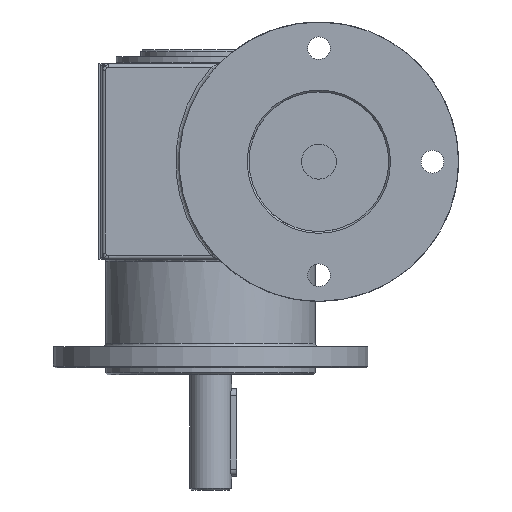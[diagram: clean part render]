
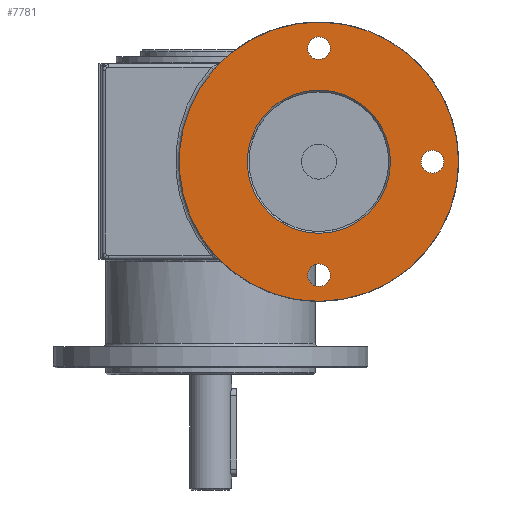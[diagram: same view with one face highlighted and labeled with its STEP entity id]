
A CAD part, left-side view. The second image highlights one B-rep face of the part: STEP entity #7781.
In plain terms, the highlighted planar face has unit normal (-1, 0, 0).
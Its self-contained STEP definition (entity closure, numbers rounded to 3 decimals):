
#6951=CARTESIAN_POINT('',(0.,30.102,-26.341));
#6952=VERTEX_POINT('',#6951);
#7020=CARTESIAN_POINT('',(0.,30.102,26.341));
#7021=VERTEX_POINT('',#7020);
#7022=CARTESIAN_POINT('',(0.,30.102,26.342));
#7023=VERTEX_POINT('',#7022);
#7024=CARTESIAN_POINT('',(0.,0.0,0.0));
#7025=DIRECTION('',(1.0,0.0,0.0));
#7026=DIRECTION('',(0.0,1.0,0.0));
#7027=AXIS2_PLACEMENT_3D('',#7024,#7025,#7026);
#7028=CIRCLE('',#7027,40.0);
#7029=EDGE_CURVE('',#7021,#7023,#7028,.T.);
#7129=CARTESIAN_POINT('',(0.,0.0,0.0));
#7130=DIRECTION('',(1.0,0.0,0.0));
#7131=DIRECTION('',(0.0,1.0,0.0));
#7132=AXIS2_PLACEMENT_3D('',#7129,#7130,#7131);
#7133=CIRCLE('',#7132,40.0);
#7134=EDGE_CURVE('',#6952,#7021,#7133,.T.);
#7697=CARTESIAN_POINT('',(0.,20.5,0.));
#7698=VERTEX_POINT('',#7697);
#7699=CARTESIAN_POINT('',(0.,0.0,0.0));
#7700=DIRECTION('',(-1.0,0.0,0.0));
#7701=DIRECTION('',(0.0,-1.0,0.0));
#7702=AXIS2_PLACEMENT_3D('',#7699,#7700,#7701);
#7703=CIRCLE('',#7702,20.5);
#7704=EDGE_CURVE('',#7698,#7698,#7703,.T.);
#7729=CARTESIAN_POINT('',(0.,30.0,0.0));
#7730=DIRECTION('',(-1.0,0.0,0.0));
#7731=DIRECTION('',(0.0,0.0,1.0));
#7732=AXIS2_PLACEMENT_3D('',#7729,#7730,#7731);
#7733=PLANE('',#7732);
#7734=ORIENTED_EDGE('',*,*,#7134,.F.);
#7735=CARTESIAN_POINT('',(0.,0.0,0.0));
#7736=DIRECTION('',(1.0,0.0,0.0));
#7737=DIRECTION('',(0.0,1.0,0.0));
#7738=AXIS2_PLACEMENT_3D('',#7735,#7736,#7737);
#7739=CIRCLE('',#7738,40.0);
#7740=EDGE_CURVE('',#7023,#6952,#7739,.T.);
#7741=ORIENTED_EDGE('',*,*,#7740,.F.);
#7742=ORIENTED_EDGE('',*,*,#7029,.F.);
#7743=EDGE_LOOP('',(#7734,#7741,#7742));
#7744=FACE_OUTER_BOUND('',#7743,.T.);
#7745=CARTESIAN_POINT('',(0.0,-32.5,3.25));
#7746=VERTEX_POINT('',#7745);
#7747=CARTESIAN_POINT('',(0.0,-32.5,0.));
#7748=DIRECTION('',(1.0,0.0,0.0));
#7749=DIRECTION('',(0.0,0.0,-1.0));
#7750=AXIS2_PLACEMENT_3D('',#7747,#7748,#7749);
#7751=CIRCLE('',#7750,3.25);
#7752=EDGE_CURVE('',#7746,#7746,#7751,.T.);
#7753=ORIENTED_EDGE('',*,*,#7752,.T.);
#7754=EDGE_LOOP('',(#7753));
#7755=FACE_BOUND('',#7754,.T.);
#7756=CARTESIAN_POINT('',(0.0,0.,35.75));
#7757=VERTEX_POINT('',#7756);
#7758=CARTESIAN_POINT('',(0.0,0.,32.5));
#7759=DIRECTION('',(1.0,0.0,0.0));
#7760=DIRECTION('',(0.0,0.0,-1.0));
#7761=AXIS2_PLACEMENT_3D('',#7758,#7759,#7760);
#7762=CIRCLE('',#7761,3.25);
#7763=EDGE_CURVE('',#7757,#7757,#7762,.T.);
#7764=ORIENTED_EDGE('',*,*,#7763,.T.);
#7765=EDGE_LOOP('',(#7764));
#7766=FACE_BOUND('',#7765,.T.);
#7767=CARTESIAN_POINT('',(0.0,0.,-29.25));
#7768=VERTEX_POINT('',#7767);
#7769=CARTESIAN_POINT('',(0.0,0.,-32.5));
#7770=DIRECTION('',(1.0,0.0,0.0));
#7771=DIRECTION('',(0.0,0.0,-1.0));
#7772=AXIS2_PLACEMENT_3D('',#7769,#7770,#7771);
#7773=CIRCLE('',#7772,3.25);
#7774=EDGE_CURVE('',#7768,#7768,#7773,.T.);
#7775=ORIENTED_EDGE('',*,*,#7774,.T.);
#7776=EDGE_LOOP('',(#7775));
#7777=FACE_BOUND('',#7776,.T.);
#7778=ORIENTED_EDGE('',*,*,#7704,.F.);
#7779=EDGE_LOOP('',(#7778));
#7780=FACE_BOUND('',#7779,.T.);
#7781=ADVANCED_FACE('',(#7744,#7755,#7766,#7777,#7780),#7733,.T.);
